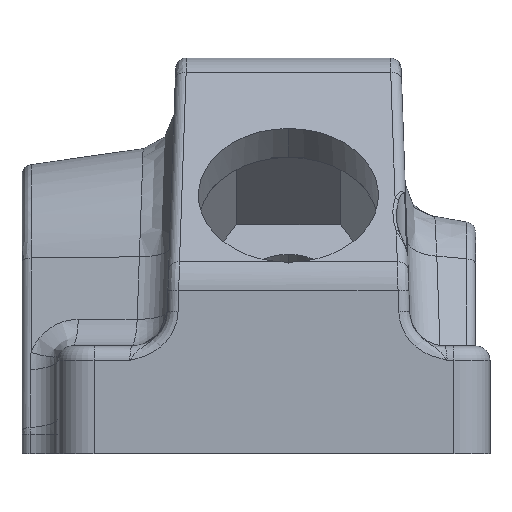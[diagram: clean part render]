
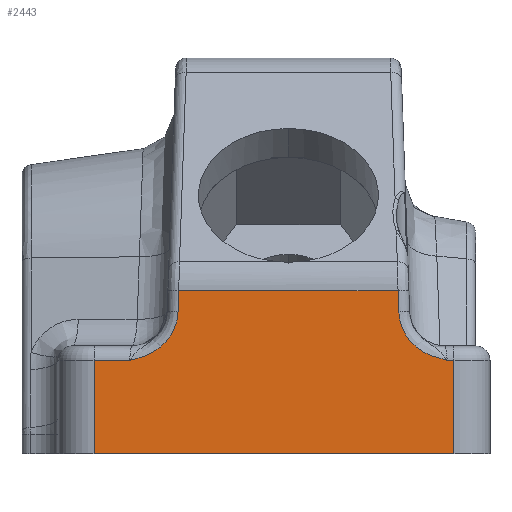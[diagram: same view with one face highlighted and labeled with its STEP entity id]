
A CAD part, left-side view. The second image highlights one B-rep face of the part: STEP entity #2443.
In plain terms, the highlighted planar face has unit normal (-1, 0, 0).
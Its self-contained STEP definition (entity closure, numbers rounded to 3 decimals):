
#1908 = CARTESIAN_POINT ( 'NONE',  ( -43., 10.848, 19.32 ) ) ;
#1915 = CARTESIAN_POINT ( 'NONE',  ( -43., 9.63, 54.201 ) ) ;
#1916 = CARTESIAN_POINT ( 'NONE',  ( -43., 10.833, 19.755 ) ) ;
#1917 = DIRECTION ( 'NONE',  ( 0., 0.035, -0.999 ) ) ;
#1919 = CARTESIAN_POINT ( 'NONE',  ( -43., -26.151, 13.102 ) ) ;
#1920 = CARTESIAN_POINT ( 'NONE',  ( -43., -26.573, 13. ) ) ;
#1921 = CARTESIAN_POINT ( 'NONE',  ( -43., 10.906, 18.894 ) ) ;
#1922 = CARTESIAN_POINT ( 'NONE',  ( -43., 11.054, 18.268 ) ) ;
#1923 = CARTESIAN_POINT ( 'NONE',  ( -43., 11.114, 18.061 ) ) ;
#1924 = CARTESIAN_POINT ( 'NONE',  ( -43., 11.255, 17.652 ) ) ;
#1925 = CARTESIAN_POINT ( 'NONE',  ( -43., 11.336, 17.449 ) ) ;
#1926 = CARTESIAN_POINT ( 'NONE',  ( -43., 11.605, 16.86 ) ) ;
#1927 = CARTESIAN_POINT ( 'NONE',  ( -43., 11.821, 16.49 ) ) ;
#1928 = CARTESIAN_POINT ( 'NONE',  ( -43., 12.324, 15.79 ) ) ;
#1929 = CARTESIAN_POINT ( 'NONE',  ( -43., 12.613, 15.461 ) ) ;
#1930 = CARTESIAN_POINT ( 'NONE',  ( -43., 13.239, 14.871 ) ) ;
#1931 = CARTESIAN_POINT ( 'NONE',  ( -43., 13.578, 14.607 ) ) ;
#1932 = CARTESIAN_POINT ( 'NONE',  ( -43., 14.305, 14.137 ) ) ;
#1933 = CARTESIAN_POINT ( 'NONE',  ( -43., 14.691, 13.935 ) ) ;
#1934 = CARTESIAN_POINT ( 'NONE',  ( -43., 15.486, 13.591 ) ) ;
#1935 = CARTESIAN_POINT ( 'NONE',  ( -43., 15.897, 13.449 ) ) ;
#1936 = CARTESIAN_POINT ( 'NONE',  ( -43., 16.521, 13.266 ) ) ;
#1937 = CARTESIAN_POINT ( 'NONE',  ( -43., 16.731, 13.21 ) ) ;
#1938 = CARTESIAN_POINT ( 'NONE',  ( -43., 17.151, 13.102 ) ) ;
#1939 = CARTESIAN_POINT ( 'NONE',  ( -43., 17.364, 13.051 ) ) ;
#1940 = CARTESIAN_POINT ( 'NONE',  ( -43., 17.573, 13. ) ) ;
#1941 = CARTESIAN_POINT ( 'NONE',  ( -43., 22.5, 13. ) ) ;
#1942 = DIRECTION ( 'NONE',  ( 0., 1., 0. ) ) ;
#1943 = CARTESIAN_POINT ( 'NONE',  ( -43., -27.5, 55. ) ) ;
#1944 = DIRECTION ( 'NONE',  ( 0., 0., 1. ) ) ;
#1945 = CARTESIAN_POINT ( 'NONE',  ( -43., 22.5, 55. ) ) ;
#1946 = DIRECTION ( 'NONE',  ( 0., 0., -1. ) ) ;
#1947 = CARTESIAN_POINT ( 'NONE',  ( -43., -21.5, 13. ) ) ;
#1948 = DIRECTION ( 'NONE',  ( 0., 1., 0. ) ) ;
#1949 = CARTESIAN_POINT ( 'NONE',  ( -43., -18.54, 56.782 ) ) ;
#1950 = DIRECTION ( 'NONE',  ( 0., 0.035, 0.999 ) ) ;
#1952 = CARTESIAN_POINT ( 'NONE',  ( -43., -25.729, 13.205 ) ) ;
#1953 = CARTESIAN_POINT ( 'NONE',  ( -43., -24.897, 13.449 ) ) ;
#1954 = CARTESIAN_POINT ( 'NONE',  ( -43., -24.486, 13.591 ) ) ;
#1955 = CARTESIAN_POINT ( 'NONE',  ( -43., -23.691, 13.935 ) ) ;
#1956 = CARTESIAN_POINT ( 'NONE',  ( -43., -23.305, 14.137 ) ) ;
#1957 = CARTESIAN_POINT ( 'NONE',  ( -43., -22.578, 14.607 ) ) ;
#1958 = CARTESIAN_POINT ( 'NONE',  ( -43., -22.239, 14.871 ) ) ;
#1959 = CARTESIAN_POINT ( 'NONE',  ( -43., -21.613, 15.461 ) ) ;
#1960 = CARTESIAN_POINT ( 'NONE',  ( -43., -21.324, 15.79 ) ) ;
#1961 = CARTESIAN_POINT ( 'NONE',  ( -43., -20.821, 16.49 ) ) ;
#1962 = CARTESIAN_POINT ( 'NONE',  ( -43., -20.605, 16.86 ) ) ;
#1963 = CARTESIAN_POINT ( 'NONE',  ( -43., -20.336, 17.449 ) ) ;
#1964 = CARTESIAN_POINT ( 'NONE',  ( -43., -20.255, 17.652 ) ) ;
#1965 = CARTESIAN_POINT ( 'NONE',  ( -43., -20.114, 18.061 ) ) ;
#1966 = CARTESIAN_POINT ( 'NONE',  ( -43., -20.054, 18.268 ) ) ;
#1967 = CARTESIAN_POINT ( 'NONE',  ( -43., -19.906, 18.894 ) ) ;
#1968 = CARTESIAN_POINT ( 'NONE',  ( -43., -19.848, 19.32 ) ) ;
#1969 = CARTESIAN_POINT ( 'NONE',  ( -43., -19.833, 19.755 ) ) ;
#1970 = CARTESIAN_POINT ( 'NONE',  ( -43., 12.151, 22.697 ) ) ;
#1971 = DIRECTION ( 'NONE',  ( 0., 1., 0. ) ) ;
#2226 = DIRECTION ( 'NONE',  ( 0., -1., 0. ) ) ;
#2227 = CARTESIAN_POINT ( 'NONE',  ( -43., 32.5, 0. ) ) ;
#2443 = ADVANCED_FACE ( 'NONE', ( #16327 ), #15809, .F. ) ;
#3076 = VERTEX_POINT ( 'NONE', #12569 ) ;
#3930 = ORIENTED_EDGE ( 'NONE', *, *, #8570, .T. ) ;
#4018 = VERTEX_POINT ( 'NONE', #12782 ) ;
#4020 = VERTEX_POINT ( 'NONE', #12787 ) ;
#4021 = VERTEX_POINT ( 'NONE', #12797 ) ;
#4022 = VERTEX_POINT ( 'NONE', #12794 ) ;
#4028 = VERTEX_POINT ( 'NONE', #10588 ) ;
#4029 = VERTEX_POINT ( 'NONE', #10589 ) ;
#4398 = VERTEX_POINT ( 'NONE', #10612 ) ;
#4445 = VERTEX_POINT ( 'NONE', #10663 ) ;
#4458 = VERTEX_POINT ( 'NONE', #10676 ) ;
#4594 = EDGE_LOOP ( 'NONE', ( #16733, #16737, #16677, #16675, #3930, #17237, #16688, #16691, #16703, #16669 ) ) ;
#5189 = B_SPLINE_CURVE_WITH_KNOTS ( 'NONE', 3,
 ( #1916, #1908, #1921, #1922, #1923, #1924, #1925, #1926, #1927, #1928, #1929, #1930, #1931, #1932, #1933, #1934, #1935, #1936, #1937, #1938, #1939, #1940 ),
 .UNSPECIFIED., .F., .F.,
 ( 4, 2, 2, 2, 2, 2, 2, 2, 2, 2, 4 ),
 ( 0., 0.001, 0.002, 0.003, 0.004, 0.005, 0.006, 0.008, 0.009, 0.01, 0.01 ),
 .UNSPECIFIED. ) ;
#5190 = B_SPLINE_CURVE_WITH_KNOTS ( 'NONE', 3,
 ( #1920, #1919, #1952, #1953, #1954, #1955, #1956, #1957, #1958, #1959, #1960, #1961, #1962, #1963, #1964, #1965, #1966, #1967, #1968, #1969 ),
 .UNSPECIFIED., .F., .F.,
 ( 4, 2, 2, 2, 2, 2, 2, 2, 2, 4 ),
 ( 0., 0.001, 0.003, 0.004, 0.005, 0.006, 0.008, 0.008, 0.009, 0.01 ),
 .UNSPECIFIED. ) ;
#7922 = LINE ( 'NONE', #1915, #7928 ) ;
#7928 = VECTOR ( 'NONE', #1917, 1000. ) ;
#7939 = LINE ( 'NONE', #1943, #7951 ) ;
#7945 = LINE ( 'NONE', #1941, #7954 ) ;
#7947 = LINE ( 'NONE', #1945, #7971 ) ;
#7951 = VECTOR ( 'NONE', #1944, 1000. ) ;
#7954 = VECTOR ( 'NONE', #1942, 1000. ) ;
#7958 = LINE ( 'NONE', #1947, #7973 ) ;
#7967 = LINE ( 'NONE', #1949, #7977 ) ;
#7971 = VECTOR ( 'NONE', #1946, 1000. ) ;
#7973 = VECTOR ( 'NONE', #1948, 1000. ) ;
#7977 = VECTOR ( 'NONE', #1950, 1000. ) ;
#7979 = LINE ( 'NONE', #1970, #7985 ) ;
#7985 = VECTOR ( 'NONE', #1971, 1000. ) ;
#8313 = VECTOR ( 'NONE', #2226, 1000. ) ;
#8315 = LINE ( 'NONE', #2227, #8313 ) ;
#8472 = EDGE_CURVE ( 'NONE', #4028, #4445, #7922, .T. ) ;
#8474 = EDGE_CURVE ( 'NONE', #4445, #4029, #5189, .T. ) ;
#8475 = EDGE_CURVE ( 'NONE', #4029, #4018, #7945, .T. ) ;
#8476 = EDGE_CURVE ( 'NONE', #3076, #4020, #7939, .T. ) ;
#8477 = EDGE_CURVE ( 'NONE', #4018, #4398, #7947, .T. ) ;
#8478 = EDGE_CURVE ( 'NONE', #4020, #4021, #7958, .T. ) ;
#8479 = EDGE_CURVE ( 'NONE', #4458, #4022, #7967, .T. ) ;
#8480 = EDGE_CURVE ( 'NONE', #4021, #4458, #5190, .T. ) ;
#8481 = EDGE_CURVE ( 'NONE', #4022, #4028, #7979, .T. ) ;
#8570 = EDGE_CURVE ( 'NONE', #4398, #3076, #8315, .T. ) ;
#10588 = CARTESIAN_POINT ( 'NONE',  ( -43., 10.73, 22.697 ) ) ;
#10589 = CARTESIAN_POINT ( 'NONE',  ( -43., 17.573, 13. ) ) ;
#10612 = CARTESIAN_POINT ( 'NONE',  ( -43., 22.5, 0. ) ) ;
#10663 = CARTESIAN_POINT ( 'NONE',  ( -43., 10.833, 19.755 ) ) ;
#10676 = CARTESIAN_POINT ( 'NONE',  ( -43., -19.833, 19.755 ) ) ;
#12569 = CARTESIAN_POINT ( 'NONE',  ( -43., -27.5, 0. ) ) ;
#12782 = CARTESIAN_POINT ( 'NONE',  ( -43., 22.5, 13. ) ) ;
#12787 = CARTESIAN_POINT ( 'NONE',  ( -43., -27.5, 13. ) ) ;
#12794 = CARTESIAN_POINT ( 'NONE',  ( -43., -19.73, 22.697 ) ) ;
#12797 = CARTESIAN_POINT ( 'NONE',  ( -43., -26.573, 13. ) ) ;
#14261 = AXIS2_PLACEMENT_3D ( 'NONE', #15816, #15807, #15806 ) ;
#15806 = DIRECTION ( 'NONE',  ( 0., 1., 0. ) ) ;
#15807 = DIRECTION ( 'NONE',  ( 1., 0., 0. ) ) ;
#15809 = PLANE ( 'NONE',  #14261 ) ;
#15816 = CARTESIAN_POINT ( 'NONE',  ( -43., 32.5, 55. ) ) ;
#16327 = FACE_OUTER_BOUND ( 'NONE', #4594, .T. ) ;
#16669 = ORIENTED_EDGE ( 'NONE', *, *, #8481, .T. ) ;
#16675 = ORIENTED_EDGE ( 'NONE', *, *, #8477, .T. ) ;
#16677 = ORIENTED_EDGE ( 'NONE', *, *, #8475, .T. ) ;
#16688 = ORIENTED_EDGE ( 'NONE', *, *, #8478, .T. ) ;
#16691 = ORIENTED_EDGE ( 'NONE', *, *, #8480, .T. ) ;
#16703 = ORIENTED_EDGE ( 'NONE', *, *, #8479, .T. ) ;
#16733 = ORIENTED_EDGE ( 'NONE', *, *, #8472, .T. ) ;
#16737 = ORIENTED_EDGE ( 'NONE', *, *, #8474, .T. ) ;
#17237 = ORIENTED_EDGE ( 'NONE', *, *, #8476, .T. ) ;
